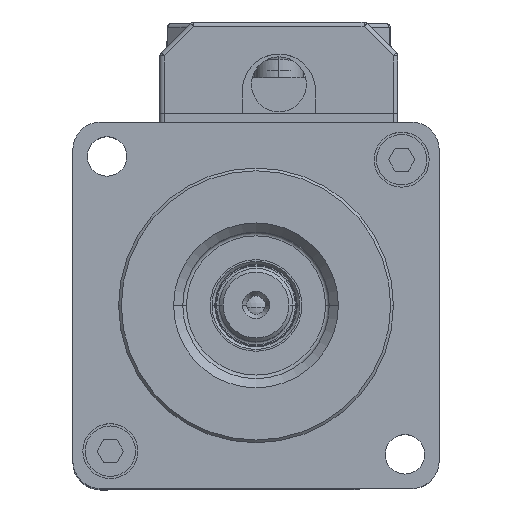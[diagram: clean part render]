
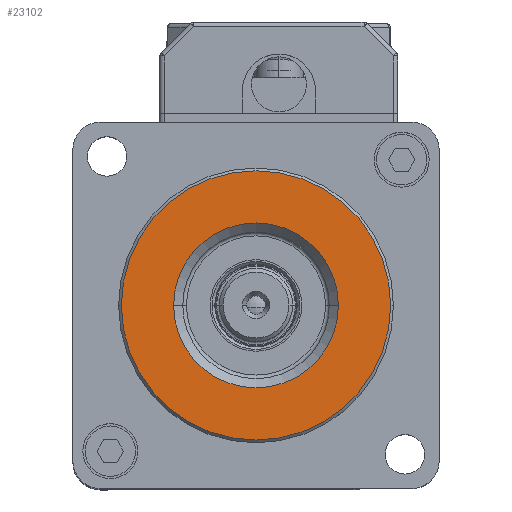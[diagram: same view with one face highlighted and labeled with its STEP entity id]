
A CAD part, top view. The second image highlights one B-rep face of the part: STEP entity #23102.
In plain terms, the highlighted planar face has unit normal (0, 0, 1).
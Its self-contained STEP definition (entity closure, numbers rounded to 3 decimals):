
#246 = ORIENTED_EDGE ( 'NONE', *, *, #10075, .T. ) ;
#345 = EDGE_LOOP ( 'NONE', ( #5168, #4580 ) ) ;
#622 = DIRECTION ( 'NONE',  ( -1., 0., 0. ) ) ;
#1601 = ORIENTED_EDGE ( 'NONE', *, *, #9340, .T. ) ;
#2918 = VERTEX_POINT ( 'NONE', #6253 ) ;
#3275 = CARTESIAN_POINT ( 'NONE',  ( 14.7, 0., 56.5 ) ) ;
#3427 = FACE_BOUND ( 'NONE', #345, .T. ) ;
#3533 = DIRECTION ( 'NONE',  ( 0., 0., -1. ) ) ;
#4148 = EDGE_LOOP ( 'NONE', ( #1601, #246 ) ) ;
#4580 = ORIENTED_EDGE ( 'NONE', *, *, #16286, .T. ) ;
#5168 = ORIENTED_EDGE ( 'NONE', *, *, #20555, .T. ) ;
#5253 = CIRCLE ( 'NONE', #9852, 9. ) ;
#5294 = AXIS2_PLACEMENT_3D ( 'NONE', #22824, #10490, #24860 ) ;
#5478 = VERTEX_POINT ( 'NONE', #3275 ) ;
#6253 = CARTESIAN_POINT ( 'NONE',  ( -9., 0., 56.5 ) ) ;
#6501 = CARTESIAN_POINT ( 'NONE',  ( 0., 0., 56.5 ) ) ;
#6572 = VERTEX_POINT ( 'NONE', #21332 ) ;
#8272 = AXIS2_PLACEMENT_3D ( 'NONE', #6501, #20844, #8529 ) ;
#8449 = PLANE ( 'NONE',  #8272 ) ;
#8529 = DIRECTION ( 'NONE',  ( -1., 0., 0. ) ) ;
#8919 = CIRCLE ( 'NONE', #5294, 9. ) ;
#9340 = EDGE_CURVE ( 'NONE', #10264, #5478, #22649, .T. ) ;
#9852 = AXIS2_PLACEMENT_3D ( 'NONE', #15727, #3533, #17780 ) ;
#10075 = EDGE_CURVE ( 'NONE', #5478, #10264, #10970, .T. ) ;
#10264 = VERTEX_POINT ( 'NONE', #17443 ) ;
#10490 = DIRECTION ( 'NONE',  ( 0., 0., -1. ) ) ;
#10692 = DIRECTION ( 'NONE',  ( 0., 0., 1. ) ) ;
#10768 = AXIS2_PLACEMENT_3D ( 'NONE', #25095, #12750, #622 ) ;
#10970 = CIRCLE ( 'NONE', #10768, 14.7 ) ;
#11300 = AXIS2_PLACEMENT_3D ( 'NONE', #23010, #10692, #25061 ) ;
#12750 = DIRECTION ( 'NONE',  ( 0., 0., 1. ) ) ;
#15727 = CARTESIAN_POINT ( 'NONE',  ( 0., 0., 56.5 ) ) ;
#16286 = EDGE_CURVE ( 'NONE', #2918, #6572, #5253, .T. ) ;
#17443 = CARTESIAN_POINT ( 'NONE',  ( -14.7, 0., 56.5 ) ) ;
#17780 = DIRECTION ( 'NONE',  ( -1., 0., 0. ) ) ;
#19714 = FACE_OUTER_BOUND ( 'NONE', #4148, .T. ) ;
#20555 = EDGE_CURVE ( 'NONE', #6572, #2918, #8919, .T. ) ;
#20844 = DIRECTION ( 'NONE',  ( 0., 0., -1. ) ) ;
#21332 = CARTESIAN_POINT ( 'NONE',  ( 9., 0., 56.5 ) ) ;
#22649 = CIRCLE ( 'NONE', #11300, 14.7 ) ;
#22824 = CARTESIAN_POINT ( 'NONE',  ( 0., 0., 56.5 ) ) ;
#23010 = CARTESIAN_POINT ( 'NONE',  ( 0., 0., 56.5 ) ) ;
#23102 = ADVANCED_FACE ( 'NONE', ( #19714, #3427 ), #8449, .F. ) ;
#24860 = DIRECTION ( 'NONE',  ( -1., 0., 0. ) ) ;
#25061 = DIRECTION ( 'NONE',  ( -1., 0., 0. ) ) ;
#25095 = CARTESIAN_POINT ( 'NONE',  ( 0., 0., 56.5 ) ) ;
